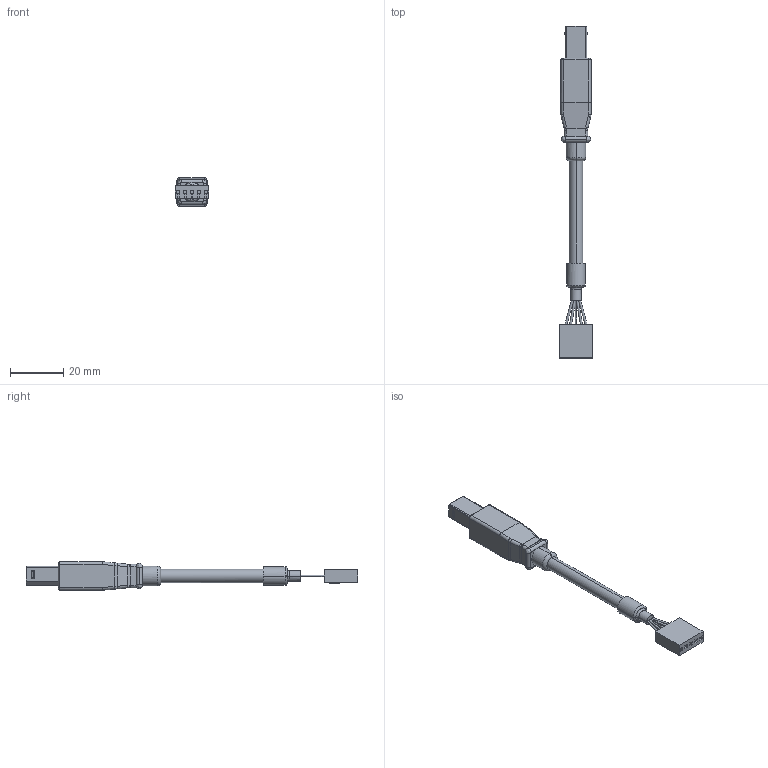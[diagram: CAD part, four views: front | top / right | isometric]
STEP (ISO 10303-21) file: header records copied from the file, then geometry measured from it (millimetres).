
FILE_DESCRIPTION(('STEP AP242'),'1');
FILE_NAME('14194.stp','2023-05-17T15:24:05',('TraceParts'),('TraceParts S.A.'),'Spatial InterOp 3D',' ',' ');
FILE_SCHEMA(('AP242_MANAGED_MODEL_BASED_3D_ENGINEERING_MIM_LF {1 0 10303 442 1 1 4}'));
Length unit declared in the file: millimetre
Products named in the file (1): 14194
Bounding box: 12.7 x 124.9 x 10.7 mm (x, y, z)
Volume: 5981 mm3; surface area: 4909.2 mm2
Topology: 1 solids, 1 shells, 344 faces, 897 edges, 580 vertices
Faces by surface type: plane 218, cylinder 90, torus 22, bspline 14
Entity records: 11172 total; most frequent: CARTESIAN_POINT 2704, ORIENTED_EDGE 1794, DIRECTION 1675, EDGE_CURVE 897, LINE 641, VECTOR 641, VERTEX_POINT 580, AXIS2_PLACEMENT_3D 517
